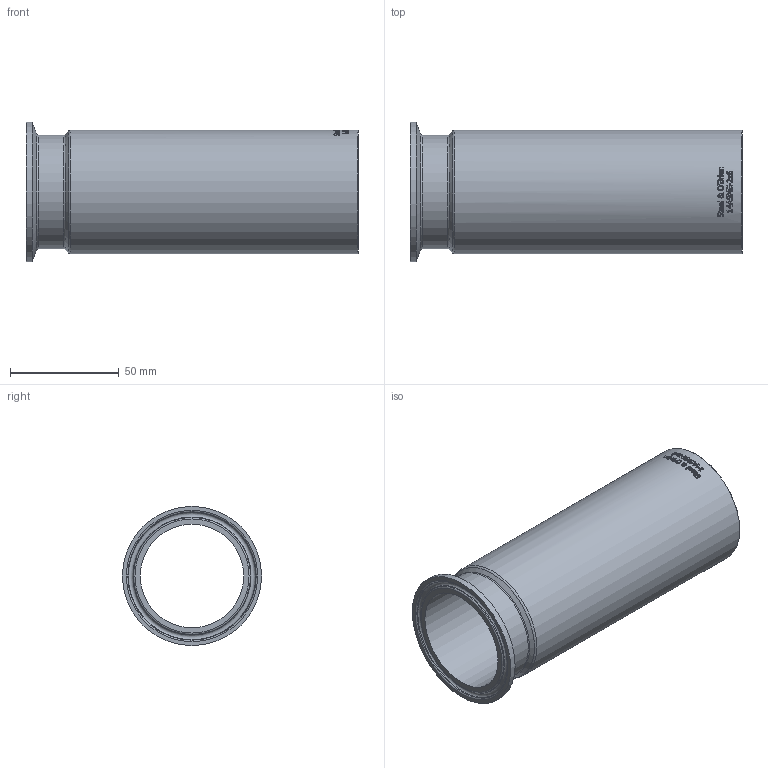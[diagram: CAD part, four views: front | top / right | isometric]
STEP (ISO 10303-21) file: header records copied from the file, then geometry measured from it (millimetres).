
FILE_DESCRIPTION(/* description */ (''),/* implementation_level */ '2;1');
FILE_NAME(/* name */ '14ASME-2X6.stp',/* time_stamp */ '2021-09-22T15:52:59-04:00',/* author */ ('rick'),/* organization */ (''),/* preprocessor_version */ 'ST-DEVELOPER v18',/* originating_system */ 'Autodesk Inventor 2020',/* authorisation */ '');
FILE_SCHEMA (('AUTOMOTIVE_DESIGN { 1 0 10303 214 3 1 1 }'));
Length unit declared in the file: inch
Products named in the file (1): 14ASME-2X6
Bounding box: 152.4 x 63.91 x 63.91 mm (x, y, z)
Volume: 110199.7 mm3; surface area: 53071.7 mm2
Topology: 1 solids, 1 shells, 388 faces, 1068 edges, 718 vertices
Faces by surface type: plane 171, bspline 166, cylinder 39, torus 8, cone 4
Full cylindrical faces by diameter (mm): 47.498 x1, 52.07 x1, 56.642 x1, 63.906 x1
Entity records: 16075 total; most frequent: CARTESIAN_POINT 6970, ORIENTED_EDGE 2136, DIRECTION 1448, EDGE_CURVE 1068, VERTEX_POINT 718, AXIS2_PLACEMENT_3D 489, LINE 470, VECTOR 470
